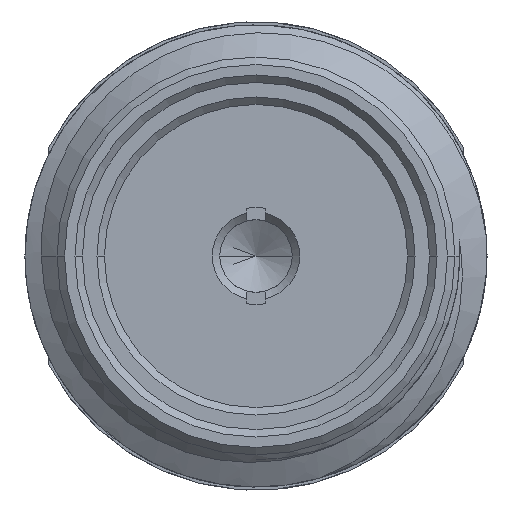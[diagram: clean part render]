
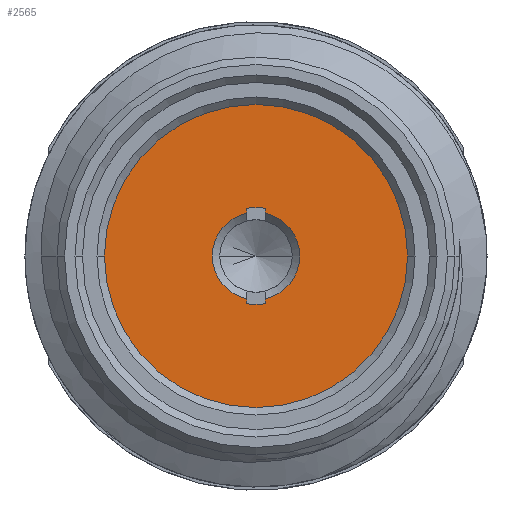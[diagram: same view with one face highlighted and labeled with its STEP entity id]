
A CAD part, left-side view. The second image highlights one B-rep face of the part: STEP entity #2565.
In plain terms, the highlighted planar face has unit normal (-1, 0, 0).
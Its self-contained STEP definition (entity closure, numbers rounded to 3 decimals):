
#51=CARTESIAN_POINT('',(2.11,0.,0.));
#52=DIRECTION('',(-1.,0.,0.));
#53=DIRECTION('',(0.,-1.,0.));
#54=AXIS2_PLACEMENT_3D('',#51,#52,#53);
#61=CARTESIAN_POINT('',(2.11,0.,0.));
#62=DIRECTION('',(-1.,0.,0.));
#63=DIRECTION('',(0.,-0.192,0.981));
#64=AXIS2_PLACEMENT_3D('',#61,#62,#63);
#66=DIRECTION('',(0.,0.,-1.));
#67=VECTOR('',#66,0.066);
#68=CARTESIAN_POINT('',(2.11,0.125,0.638));
#69=LINE('',#68,#67);
#70=DIRECTION('',(0.,0.,-1.));
#71=VECTOR('',#70,0.066);
#72=CARTESIAN_POINT('',(2.11,0.125,-0.571));
#73=LINE('',#72,#71);
#74=CARTESIAN_POINT('',(2.11,0.,0.));
#75=DIRECTION('',(-1.,0.,0.));
#76=DIRECTION('',(0.,0.192,-0.981));
#77=AXIS2_PLACEMENT_3D('',#74,#75,#76);
#79=DIRECTION('',(0.,0.,-1.));
#80=VECTOR('',#79,0.066);
#81=CARTESIAN_POINT('',(2.11,-0.125,-0.571));
#82=LINE('',#81,#80);
#83=DIRECTION('',(0.,0.,-1.));
#84=VECTOR('',#83,0.066);
#85=CARTESIAN_POINT('',(2.11,-0.125,0.638));
#86=LINE('',#85,#84);
#87=CARTESIAN_POINT('',(2.11,0.,0.));
#88=DIRECTION('',(-1.,0.,0.));
#89=DIRECTION('',(0.,1.,0.));
#90=AXIS2_PLACEMENT_3D('',#87,#88,#89);
#127=CARTESIAN_POINT('',(2.11,-0.125,0.571));
#133=CARTESIAN_POINT('',(2.11,0.,0.));
#134=DIRECTION('',(1.,0.,0.));
#135=DIRECTION('',(0.,-0.214,0.977));
#136=AXIS2_PLACEMENT_3D('',#133,#134,#135);
#161=CARTESIAN_POINT('',(2.11,-0.125,-0.571));
#186=CARTESIAN_POINT('',(2.11,0.125,-0.571));
#196=CARTESIAN_POINT('',(2.11,0.,0.));
#197=DIRECTION('',(1.,0.,0.));
#198=DIRECTION('',(0.,0.214,-0.977));
#199=AXIS2_PLACEMENT_3D('',#196,#197,#198);
#209=CARTESIAN_POINT('',(2.11,0.125,0.571));
#2369=CARTESIAN_POINT('',(2.11,-2.03,0.));
#2370=CARTESIAN_POINT('',(2.11,2.03,0.));
#2371=VERTEX_POINT('',#2369);
#2372=VERTEX_POINT('',#2370);
#2403=VERTEX_POINT('',#161);
#2404=VERTEX_POINT('',#186);
#2405=VERTEX_POINT('',#127);
#2406=VERTEX_POINT('',#209);
#2414=CARTESIAN_POINT('',(2.11,-0.125,0.638));
#2416=VERTEX_POINT('',#2414);
#2419=CARTESIAN_POINT('',(2.11,0.125,0.638));
#2420=VERTEX_POINT('',#2419);
#2422=CARTESIAN_POINT('',(2.11,-0.125,-0.638));
#2424=VERTEX_POINT('',#2422);
#2427=CARTESIAN_POINT('',(2.11,0.125,-0.638));
#2428=VERTEX_POINT('',#2427);
#2537=CARTESIAN_POINT('',(2.11,0.,0.));
#2538=DIRECTION('',(1.,0.,0.));
#2539=DIRECTION('',(0.,0.,-1.));
#2540=AXIS2_PLACEMENT_3D('',#2537,#2538,#2539);
#2541=PLANE('',#2540);
#2542=ORIENTED_EDGE('',*,*,#2527,.F.);
#2544=ORIENTED_EDGE('',*,*,#2543,.F.);
#2545=EDGE_LOOP('',(#2542,#2544));
#2546=FACE_OUTER_BOUND('',#2545,.F.);
#2548=ORIENTED_EDGE('',*,*,#2547,.T.);
#2550=ORIENTED_EDGE('',*,*,#2549,.T.);
#2552=ORIENTED_EDGE('',*,*,#2551,.F.);
#2554=ORIENTED_EDGE('',*,*,#2553,.T.);
#2556=ORIENTED_EDGE('',*,*,#2555,.T.);
#2558=ORIENTED_EDGE('',*,*,#2557,.F.);
#2560=ORIENTED_EDGE('',*,*,#2559,.F.);
#2562=ORIENTED_EDGE('',*,*,#2561,.F.);
#2563=EDGE_LOOP('',(#2548,#2550,#2552,#2554,#2556,#2558,#2560,#2562));
#2564=FACE_BOUND('',#2563,.F.);
#2565=ADVANCED_FACE('',(#2546,#2564),#2541,.F.);
#55=CIRCLE('',#54,2.03);
#65=CIRCLE('',#64,0.65);
#78=CIRCLE('',#77,0.65);
#91=CIRCLE('',#90,2.03);
#137=CIRCLE('',#136,0.585);
#200=CIRCLE('',#199,0.585);
#2527=EDGE_CURVE('',#2371,#2372,#55,.T.);
#2543=EDGE_CURVE('',#2372,#2371,#91,.T.);
#2547=EDGE_CURVE('',#2416,#2420,#65,.T.);
#2549=EDGE_CURVE('',#2420,#2406,#69,.T.);
#2551=EDGE_CURVE('',#2404,#2406,#200,.T.);
#2553=EDGE_CURVE('',#2404,#2428,#73,.T.);
#2555=EDGE_CURVE('',#2428,#2424,#78,.T.);
#2557=EDGE_CURVE('',#2403,#2424,#82,.T.);
#2559=EDGE_CURVE('',#2405,#2403,#137,.T.);
#2561=EDGE_CURVE('',#2416,#2405,#86,.T.);
